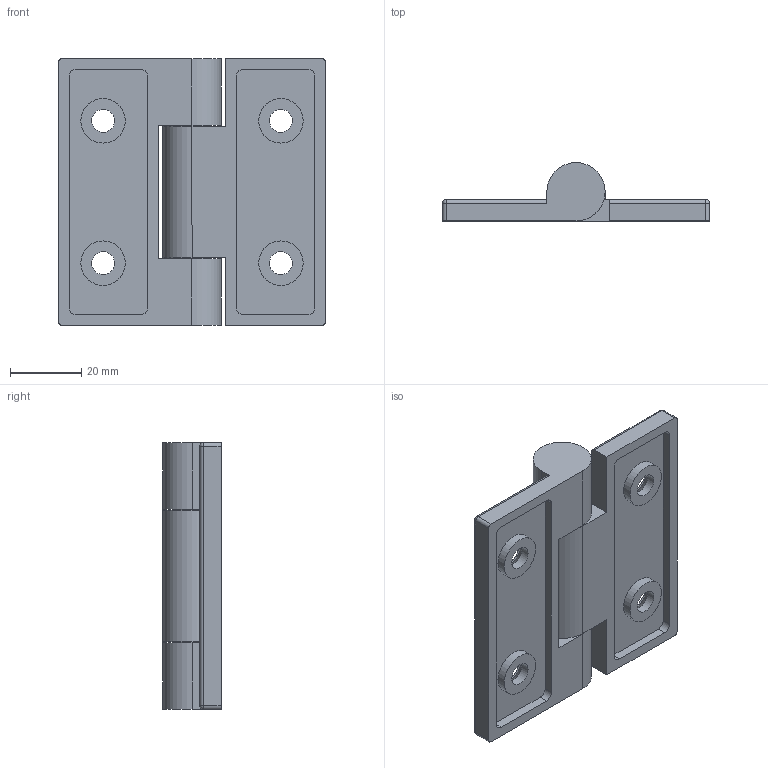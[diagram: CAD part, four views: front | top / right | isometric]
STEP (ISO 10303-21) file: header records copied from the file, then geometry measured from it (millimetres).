
FILE_DESCRIPTION(/* description */ (''),/* implementation_level */ '2;1');
FILE_NAME(/* name */ 'HS7575.stp',/* time_stamp */ '2023-07-19T12:00:51+09:00',/* author */ ('user'),/* organization */ (''),/* preprocessor_version */ 'ST-DEVELOPER v15.6',/* originating_system */ 'Autodesk Inventor 2015',/* authorisation */ '');
FILE_SCHEMA (('AUTOMOTIVE_DESIGN { 1 0 10303 214 3 1 1 }'));
Length unit declared in the file: millimetre
Products named in the file (4): 날개_7575_좌; 날개_7575_우; 핀_0871; HS7575
Bounding box: 75 x 16.4 x 75 mm (x, y, z)
Volume: 34594.3 mm3; surface area: 20601.6 mm2
Topology: 3 solids, 3 shells, 83 faces, 195 edges, 122 vertices
Faces by surface type: plane 38, cylinder 37, cone 4, sphere 4
Full cylindrical faces by diameter (mm): 6.5 x4, 8 x1, 8.2 x3, 12.5 x8
Entity records: 2349 total; most frequent: DIRECTION 421, CARTESIAN_POINT 375, ORIENTED_EDGE 334, EDGE_CURVE 167, AXIS2_PLACEMENT_3D 164, EDGE_LOOP 121, VERTEX_POINT 118, LINE 93
